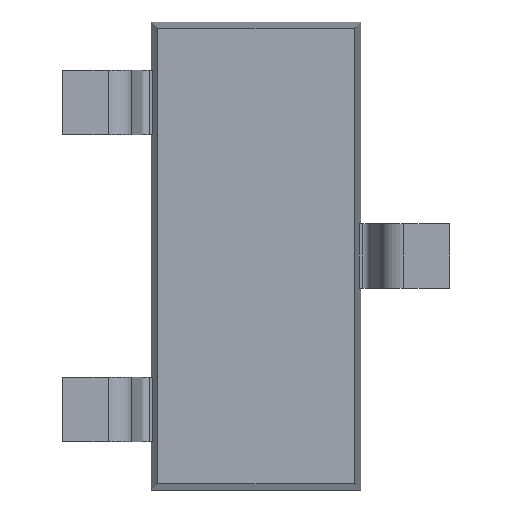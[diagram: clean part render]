
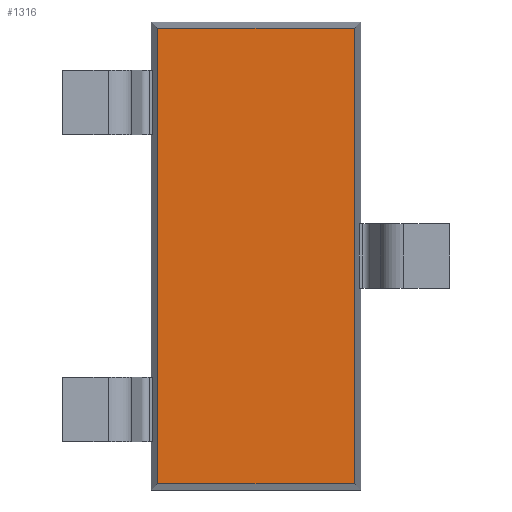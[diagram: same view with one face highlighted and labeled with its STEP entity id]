
A CAD part, front view. The second image highlights one B-rep face of the part: STEP entity #1316.
In plain terms, the highlighted planar face has unit normal (0, -1, 0).
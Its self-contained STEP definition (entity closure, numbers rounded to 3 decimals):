
#5 = CARTESIAN_POINT ( 'NONE',  ( 0.65, 0.1, 1.41 ) ) ;
#34 = VECTOR ( 'NONE', #306, 1000. ) ;
#80 = VERTEX_POINT ( 'NONE', #525 ) ;
#122 = ORIENTED_EDGE ( 'NONE', *, *, #1093, .T. ) ;
#182 = ORIENTED_EDGE ( 'NONE', *, *, #1219, .T. ) ;
#246 = VECTOR ( 'NONE', #871, 1000. ) ;
#257 = DIRECTION ( 'NONE',  ( 0., 0., -1. ) ) ;
#277 = LINE ( 'NONE', #283, #963 ) ;
#283 = CARTESIAN_POINT ( 'NONE',  ( 0.61, 0.1, -1.45 ) ) ;
#306 = DIRECTION ( 'NONE',  ( 1., 0., 0. ) ) ;
#350 = LINE ( 'NONE', #1064, #34 ) ;
#369 = CARTESIAN_POINT ( 'NONE',  ( -0.61, 0.1, -1.41 ) ) ;
#487 = VERTEX_POINT ( 'NONE', #369 ) ;
#488 = DIRECTION ( 'NONE',  ( 0., -1., 0. ) ) ;
#525 = CARTESIAN_POINT ( 'NONE',  ( -0.61, 0.1, 1.41 ) ) ;
#722 = VERTEX_POINT ( 'NONE', #1321 ) ;
#770 = AXIS2_PLACEMENT_3D ( 'NONE', #1024, #488, #257 ) ;
#871 = DIRECTION ( 'NONE',  ( -1., 0., 0. ) ) ;
#897 = ORIENTED_EDGE ( 'NONE', *, *, #1384, .T. ) ;
#913 = FACE_OUTER_BOUND ( 'NONE', #1295, .T. ) ;
#963 = VECTOR ( 'NONE', #1542, 1000. ) ;
#970 = VERTEX_POINT ( 'NONE', #1245 ) ;
#1020 = CARTESIAN_POINT ( 'NONE',  ( -0.61, 0.1, 1.45 ) ) ;
#1024 = CARTESIAN_POINT ( 'NONE',  ( 0., 0.1, 0. ) ) ;
#1064 = CARTESIAN_POINT ( 'NONE',  ( -0.65, 0.1, -1.41 ) ) ;
#1093 = EDGE_CURVE ( 'NONE', #80, #487, #1440, .T. ) ;
#1219 = EDGE_CURVE ( 'NONE', #970, #80, #1496, .T. ) ;
#1245 = CARTESIAN_POINT ( 'NONE',  ( 0.61, 0.1, 1.41 ) ) ;
#1255 = PLANE ( 'NONE',  #770 ) ;
#1295 = EDGE_LOOP ( 'NONE', ( #1472, #897, #182, #122 ) ) ;
#1316 = ADVANCED_FACE ( 'NONE', ( #913 ), #1255, .T. ) ;
#1321 = CARTESIAN_POINT ( 'NONE',  ( 0.61, 0.1, -1.41 ) ) ;
#1384 = EDGE_CURVE ( 'NONE', #722, #970, #277, .T. ) ;
#1440 = LINE ( 'NONE', #1020, #1534 ) ;
#1472 = ORIENTED_EDGE ( 'NONE', *, *, #1486, .T. ) ;
#1486 = EDGE_CURVE ( 'NONE', #487, #722, #350, .T. ) ;
#1496 = LINE ( 'NONE', #5, #246 ) ;
#1534 = VECTOR ( 'NONE', #1594, 1000. ) ;
#1542 = DIRECTION ( 'NONE',  ( 0., 0., 1. ) ) ;
#1594 = DIRECTION ( 'NONE',  ( 0., 0., -1. ) ) ;
